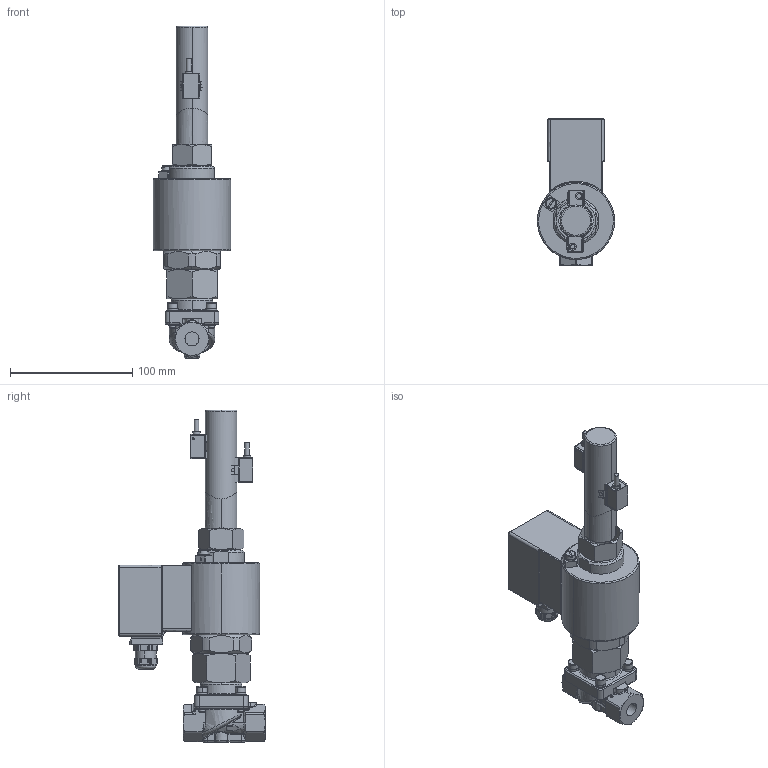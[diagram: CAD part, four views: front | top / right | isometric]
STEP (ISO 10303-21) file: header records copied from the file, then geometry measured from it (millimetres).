
FILE_DESCRIPTION ((), '1');
FILE_NAME ('035.001887_A3521-23-..04-.328-9E.stp', '2024-03-13T23:49:48', ('Unknown'), ('Unknown'), 'HarmonyWare STEP v2.1.4', 'HarmonyWare Translators', '');
FILE_SCHEMA (('CONFIG_CONTROL_DESIGN'));
Length unit declared in the file: millimetre
Products named in the file (9): Volumenkörper2; BAND; 46241_p1
Assembly tree (8 placements, depth 2):
  (unnamed)
    Volumenkörper2
    Volumenkörper2
    Volumenkörper2
    Volumenkörper2
    BAND
    46241_p1
    BAND
    46241_p1
Bounding box: 63 x 119.6 x 271.22 mm (x, y, z)
Volume: 155504.5 mm3; surface area: 73886.1 mm2
Topology: 5 solids, 8 shells, 836 faces, 2190 edges, 1381 vertices
Faces by surface type: bspline 836
Entity records: 37096 total; most frequent: CARTESIAN_POINT 23818, ORIENTED_EDGE 4343, EDGE_CURVE 2180, VERTEX_POINT 1381, B_SPLINE_CURVE_WITH_KNOTS 1173, EDGE_LOOP 881, FACE_OUTER_BOUND 836, ADVANCED_FACE 836
